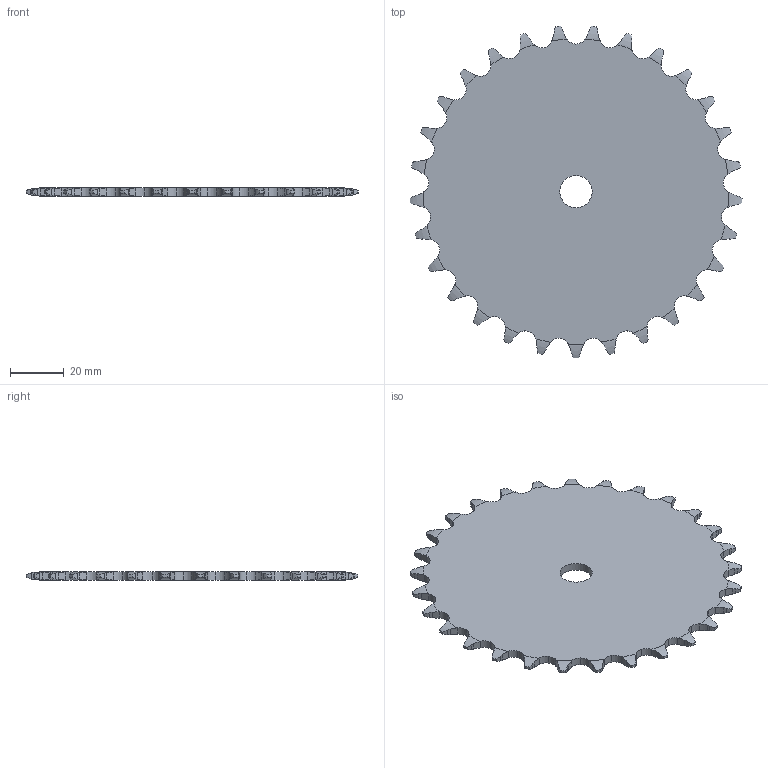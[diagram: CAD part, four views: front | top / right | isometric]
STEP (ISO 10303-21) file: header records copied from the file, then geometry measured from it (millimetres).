
FILE_DESCRIPTION(('FreeCAD Model'),'2;1');
FILE_NAME('Open CASCADE Shape Model','2022-02-12T11:00:51',('FreeCAD'),( 'FreeCAD'),'Open CASCADE STEP processor 7.4','FreeCAD','Unknown');
FILE_SCHEMA(('AUTOMOTIVE_DESIGN { 1 0 10303 214 1 1 1 1 }'));
Length unit declared in the file: millimetre
Products named in the file (1): Open CASCADE STEP translator 7.4 22
Bounding box: 123.3 x 123.13 x 3 mm (x, y, z)
Volume: 30543.2 mm3; surface area: 22150.6 mm2
Topology: 1 solids, 1 shells, 322 faces, 960 edges, 640 vertices
Faces by surface type: cylinder 204, plane 60, torus 58
Full cylindrical faces by diameter (mm): 12 x1
Entity records: 28796 total; most frequent: CARTESIAN_POINT 12063, DIRECTION 2540, ORIENTED_EDGE 1920, PCURVE 1920, DEFINITIONAL_REPRESENTATION 1920, LINE 1306, VECTOR 1306, B_SPLINE_CURVE_WITH_KNOTS 1044
